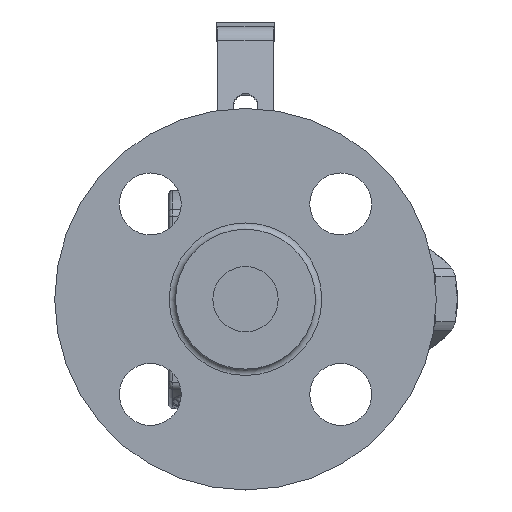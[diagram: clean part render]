
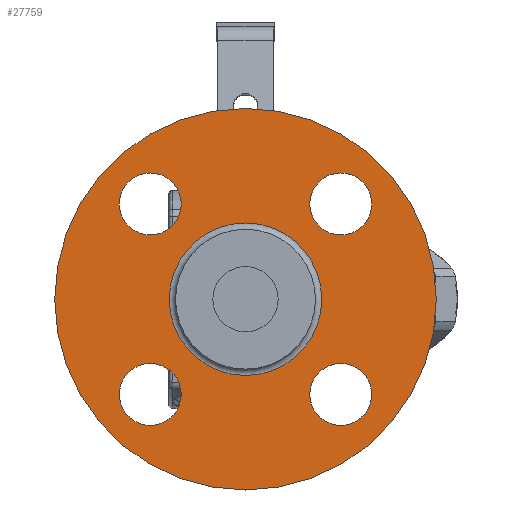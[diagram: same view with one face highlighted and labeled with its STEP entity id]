
A CAD part, left-side view. The second image highlights one B-rep face of the part: STEP entity #27759.
In plain terms, the highlighted planar face has unit normal (-1, 0, 0).
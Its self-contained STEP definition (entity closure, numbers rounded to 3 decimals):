
#2676=FACE_BOUND('',#5237,.T.);
#2677=FACE_BOUND('',#5238,.T.);
#2678=FACE_BOUND('',#5239,.T.);
#2679=FACE_BOUND('',#5240,.T.);
#2680=FACE_BOUND('',#5241,.T.);
#2826=PLANE('',#29562);
#3499=FACE_OUTER_BOUND('',#5236,.T.);
#5236=EDGE_LOOP('',(#18564));
#5237=EDGE_LOOP('',(#18565));
#5238=EDGE_LOOP('',(#18566));
#5239=EDGE_LOOP('',(#18567));
#5240=EDGE_LOOP('',(#18568));
#5241=EDGE_LOOP('',(#18569));
#9919=CIRCLE('',#29559,23.386);
#9922=CIRCLE('',#29563,58.5);
#9923=CIRCLE('',#29564,9.5);
#9924=CIRCLE('',#29565,9.5);
#9925=CIRCLE('',#29566,9.5);
#9926=CIRCLE('',#29567,9.5);
#11378=VERTEX_POINT('',#40884);
#11380=VERTEX_POINT('',#40890);
#11381=VERTEX_POINT('',#40892);
#11382=VERTEX_POINT('',#40894);
#11383=VERTEX_POINT('',#40896);
#11384=VERTEX_POINT('',#40898);
#14116=EDGE_CURVE('',#11378,#11378,#9919,.T.);
#14119=EDGE_CURVE('',#11380,#11380,#9922,.T.);
#14120=EDGE_CURVE('',#11381,#11381,#9923,.T.);
#14121=EDGE_CURVE('',#11382,#11382,#9924,.T.);
#14122=EDGE_CURVE('',#11383,#11383,#9925,.T.);
#14123=EDGE_CURVE('',#11384,#11384,#9926,.T.);
#18564=ORIENTED_EDGE('',*,*,#14119,.F.);
#18565=ORIENTED_EDGE('',*,*,#14120,.T.);
#18566=ORIENTED_EDGE('',*,*,#14121,.T.);
#18567=ORIENTED_EDGE('',*,*,#14122,.T.);
#18568=ORIENTED_EDGE('',*,*,#14123,.T.);
#18569=ORIENTED_EDGE('',*,*,#14116,.F.);
#27759=ADVANCED_FACE('',(#3499,#2676,#2677,#2678,#2679,#2680),#2826,.F.);
#29559=AXIS2_PLACEMENT_3D('',#40885,#32938,#32939);
#29562=AXIS2_PLACEMENT_3D('',#40889,#32944,#32945);
#29563=AXIS2_PLACEMENT_3D('',#40891,#32946,#32947);
#29564=AXIS2_PLACEMENT_3D('',#40893,#32948,#32949);
#29565=AXIS2_PLACEMENT_3D('',#40895,#32950,#32951);
#29566=AXIS2_PLACEMENT_3D('',#40897,#32952,#32953);
#29567=AXIS2_PLACEMENT_3D('',#40899,#32954,#32955);
#32938=DIRECTION('center_axis',(-1.,0.,0.));
#32939=DIRECTION('ref_axis',(0.,0.,
1.));
#32944=DIRECTION('center_axis',(1.,0.,0.));
#32945=DIRECTION('ref_axis',(0.,0.,
-1.));
#32946=DIRECTION('center_axis',(1.,0.,0.));
#32947=DIRECTION('ref_axis',(0.,0.,
-1.));
#32948=DIRECTION('center_axis',(1.,0.,0.));
#32949=DIRECTION('ref_axis',(0.,0.,
1.));
#32950=DIRECTION('center_axis',(1.,0.,0.));
#32951=DIRECTION('ref_axis',(0.,-1.,0.));
#32952=DIRECTION('center_axis',(1.,0.,0.));
#32953=DIRECTION('ref_axis',(0.,0.,
-1.));
#32954=DIRECTION('center_axis',(1.,0.,0.));
#32955=DIRECTION('ref_axis',(0.,1.,0.));
#40884=CARTESIAN_POINT('',(-177.036,18.833,-24.904));
#40885=CARTESIAN_POINT('Origin',(-177.036,18.833,-1.517));
#40889=CARTESIAN_POINT('Origin',(-177.036,18.833,-1.517));
#40890=CARTESIAN_POINT('',(-177.036,18.833,56.983));
#40891=CARTESIAN_POINT('Origin',(-177.036,18.833,-1.517));
#40892=CARTESIAN_POINT('',(-177.036,48.036,18.186));
#40893=CARTESIAN_POINT('Origin',(-177.036,48.036,27.686));
#40894=CARTESIAN_POINT('',(-177.036,-0.871,27.686));
#40895=CARTESIAN_POINT('Origin',(-177.036,-10.371,27.686));
#40896=CARTESIAN_POINT('',(-177.036,-10.371,-21.221));
#40897=CARTESIAN_POINT('Origin',(-177.036,-10.371,-30.721));
#40898=CARTESIAN_POINT('',(-177.036,38.536,-30.721));
#40899=CARTESIAN_POINT('Origin',(-177.036,48.036,-30.721));
